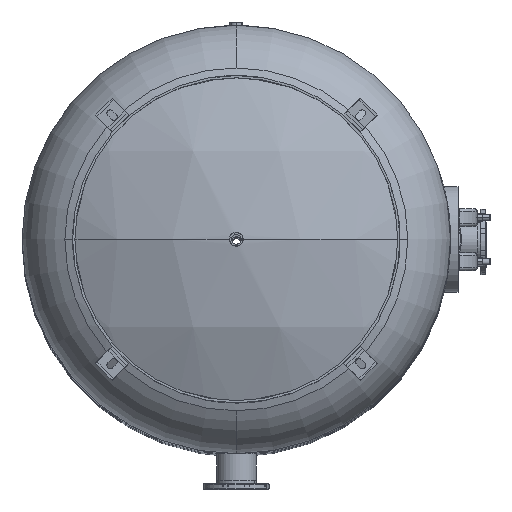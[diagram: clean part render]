
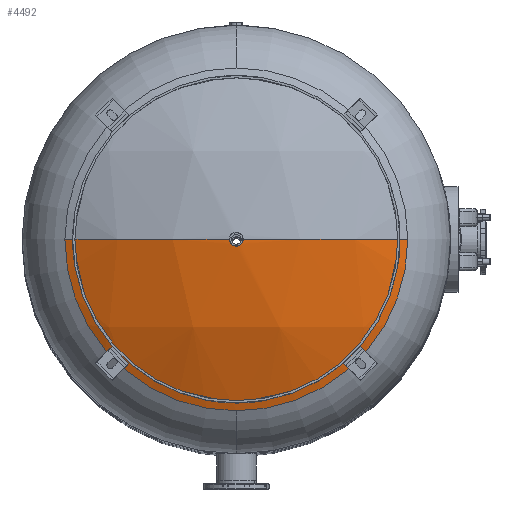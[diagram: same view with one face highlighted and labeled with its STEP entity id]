
A CAD part, top view. The second image highlights one B-rep face of the part: STEP entity #4492.
In plain terms, the highlighted spherical face has radius 1645.92 mm.
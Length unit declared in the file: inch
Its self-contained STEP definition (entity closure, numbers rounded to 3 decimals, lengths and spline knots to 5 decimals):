
#1471 = CARTESIAN_POINT ( 'NONE',  ( 28.8, 0., 145.74826 ) ) ;
#1498 = CARTESIAN_POINT ( 'NONE',  ( 0., -28.8, 145.74826 ) ) ;
#1508 = CARTESIAN_POINT ( 'NONE',  ( -28.8, 0., 145.74826 ) ) ;
#1513 = CARTESIAN_POINT ( 'NONE',  ( 1.1875, 0., 152.48912 ) ) ;
#1520 = CARTESIAN_POINT ( 'NONE',  ( -1.1875, 0., 152.48912 ) ) ;
#2708 = VERTEX_POINT ( 'NONE', #1471 ) ;
#2735 = VERTEX_POINT ( 'NONE', #1498 ) ;
#2745 = VERTEX_POINT ( 'NONE', #1508 ) ;
#2750 = VERTEX_POINT ( 'NONE', #1513 ) ;
#2757 = VERTEX_POINT ( 'NONE', #1520 ) ;
#3152 = ORIENTED_EDGE ( 'NONE', *, *, #4963, .F. ) ;
#3153 = ORIENTED_EDGE ( 'NONE', *, *, #4962, .T. ) ;
#3154 = ORIENTED_EDGE ( 'NONE', *, *, #4964, .F. ) ;
#3155 = ORIENTED_EDGE ( 'NONE', *, *, #5001, .F. ) ;
#3156 = ORIENTED_EDGE ( 'NONE', *, *, #4966, .F. ) ;
#3552 = EDGE_LOOP ( 'NONE', ( #3152, #3153, #3154, #3155, #3156 ) ) ;
#4299 = SPHERICAL_SURFACE ( 'NONE', #5749, 64.8 ) ;
#4300 = FACE_OUTER_BOUND ( 'NONE', #3552, .T. ) ;
#4492 = ADVANCED_FACE ( 'NONE', ( #4300 ), #4299, .T. ) ;
#4962 = EDGE_CURVE ( 'NONE', #2757, #2745, #11950, .T. ) ;
#4963 = EDGE_CURVE ( 'NONE', #2757, #2750, #11952, .T. ) ;
#4964 = EDGE_CURVE ( 'NONE', #2735, #2745, #11955, .T. ) ;
#4966 = EDGE_CURVE ( 'NONE', #2750, #2708, #11957, .T. ) ;
#5001 = EDGE_CURVE ( 'NONE', #2708, #2735, #11999, .T. ) ;
#5749 = AXIS2_PLACEMENT_3D ( 'NONE', #6588, #6586, #6591 ) ;
#5944 = AXIS2_PLACEMENT_3D ( 'NONE', #14138, #14139, #14140 ) ;
#5945 = AXIS2_PLACEMENT_3D ( 'NONE', #14141, #14142, #14143 ) ;
#5946 = AXIS2_PLACEMENT_3D ( 'NONE', #14144, #14145, #14146 ) ;
#5948 = AXIS2_PLACEMENT_3D ( 'NONE', #14151, #14152, #14153 ) ;
#5961 = AXIS2_PLACEMENT_3D ( 'NONE', #14863, #14865, #14866 ) ;
#6586 = DIRECTION ( 'NONE',  ( 0., -1., 0. ) ) ;
#6588 = CARTESIAN_POINT ( 'NONE',  ( 0., 0., 87.7 ) ) ;
#6591 = DIRECTION ( 'NONE',  ( 1., 0., 0. ) ) ;
#11950 = CIRCLE ( 'NONE', #5944, 64.8 ) ;
#11952 = CIRCLE ( 'NONE', #5945, 1.1875 ) ;
#11955 = CIRCLE ( 'NONE', #5946, 28.8 ) ;
#11957 = CIRCLE ( 'NONE', #5948, 64.8 ) ;
#11999 = CIRCLE ( 'NONE', #5961, 28.8 ) ;
#14138 = CARTESIAN_POINT ( 'NONE',  ( 0., 0., 87.7 ) ) ;
#14139 = DIRECTION ( 'NONE',  ( 0., -1., 0. ) ) ;
#14140 = DIRECTION ( 'NONE',  ( 0., 0., -1. ) ) ;
#14141 = CARTESIAN_POINT ( 'NONE',  ( 0., 0., 152.48912 ) ) ;
#14142 = DIRECTION ( 'NONE',  ( 0., 0., 1. ) ) ;
#14143 = DIRECTION ( 'NONE',  ( -1., 0., 0. ) ) ;
#14144 = CARTESIAN_POINT ( 'NONE',  ( 0., 0., 145.74826 ) ) ;
#14145 = DIRECTION ( 'NONE',  ( 0., 0., -1. ) ) ;
#14146 = DIRECTION ( 'NONE',  ( 0., 1., 0. ) ) ;
#14151 = CARTESIAN_POINT ( 'NONE',  ( 0., 0., 87.7 ) ) ;
#14152 = DIRECTION ( 'NONE',  ( 0., 1., 0. ) ) ;
#14153 = DIRECTION ( 'NONE',  ( 0., 0., 1. ) ) ;
#14863 = CARTESIAN_POINT ( 'NONE',  ( 0., 0., 145.74826 ) ) ;
#14865 = DIRECTION ( 'NONE',  ( 0., 0., -1. ) ) ;
#14866 = DIRECTION ( 'NONE',  ( 0., 1., 0. ) ) ;
